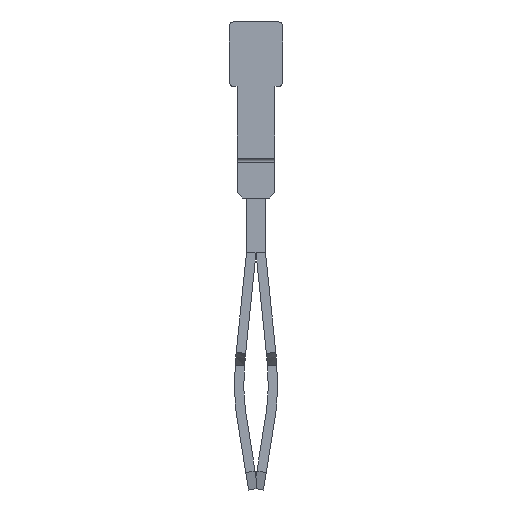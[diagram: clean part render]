
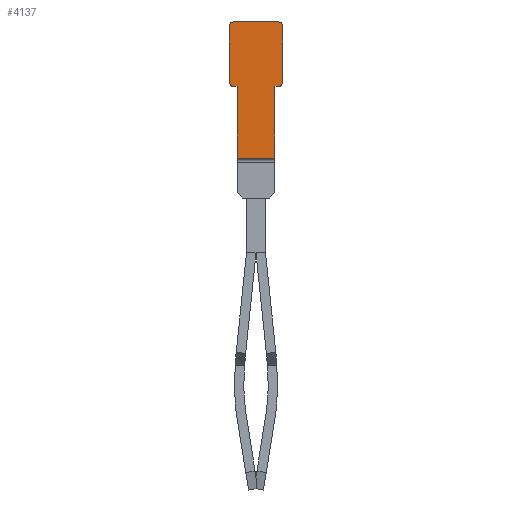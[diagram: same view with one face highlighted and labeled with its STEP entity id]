
A CAD part, left-side view. The second image highlights one B-rep face of the part: STEP entity #4137.
In plain terms, the highlighted planar face has unit normal (-1, 0, 0).
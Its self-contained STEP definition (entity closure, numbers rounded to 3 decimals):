
#2308=AXIS2_PLACEMENT_3D('Circle Axis2P3D',#2306,#2307,$) ;
#2397=AXIS2_PLACEMENT_3D('Circle Axis2P3D',#2395,#2396,$) ;
#2465=AXIS2_PLACEMENT_3D('Circle Axis2P3D',#2463,#2464,$) ;
#2527=AXIS2_PLACEMENT_3D('Circle Axis2P3D',#2525,#2526,$) ;
#4102=AXIS2_PLACEMENT_3D('Plane Axis2P3D',#4099,#4100,#4101) ;
#2287=CARTESIAN_POINT('Vertex',(0.,0.2,21.322)) ;
#2303=CARTESIAN_POINT('Vertex',(0.,0.,21.522)) ;
#2306=CARTESIAN_POINT('Axis2P3D Location',(0.,0.2,21.522)) ;
#2327=CARTESIAN_POINT('Vertex',(0.,0.,24.522)) ;
#2330=CARTESIAN_POINT('Line Origine',(0.,0.,23.022)) ;
#2392=CARTESIAN_POINT('Vertex',(0.,0.2,24.722)) ;
#2395=CARTESIAN_POINT('Axis2P3D Location',(0.,0.2,24.522)) ;
#2423=CARTESIAN_POINT('Vertex',(0.,2.6,24.722)) ;
#2426=CARTESIAN_POINT('Line Origine',(0.,1.4,24.722)) ;
#2460=CARTESIAN_POINT('Vertex',(0.,2.8,24.522)) ;
#2463=CARTESIAN_POINT('Axis2P3D Location',(0.,2.6,24.522)) ;
#2480=CARTESIAN_POINT('Line Origine',(0.,2.8,23.022)) ;
#2484=CARTESIAN_POINT('Vertex',(0.,2.8,21.522)) ;
#2522=CARTESIAN_POINT('Vertex',(0.,2.6,21.322)) ;
#2525=CARTESIAN_POINT('Axis2P3D Location',(0.,2.6,21.522)) ;
#2553=CARTESIAN_POINT('Vertex',(0.,2.4,21.322)) ;
#2556=CARTESIAN_POINT('Line Origine',(0.,2.5,21.322)) ;
#4084=CARTESIAN_POINT('Vertex',(0.,0.4,21.322)) ;
#4087=CARTESIAN_POINT('Line Origine',(0.,0.3,21.322)) ;
#4099=CARTESIAN_POINT('Axis2P3D Location',(0.,1.4,5.622)) ;
#4104=CARTESIAN_POINT('Line Origine',(0.,0.4,19.422)) ;
#4108=CARTESIAN_POINT('Vertex',(0.,0.4,17.522)) ;
#4111=CARTESIAN_POINT('Line Origine',(0.,2.4,19.422)) ;
#4115=CARTESIAN_POINT('Vertex',(0.,2.4,17.522)) ;
#4118=CARTESIAN_POINT('Line Origine',(0.,1.4,17.522)) ;
#2307=DIRECTION('Axis2P3D Direction',(-1.,0.,0.)) ;
#2331=DIRECTION('Vector Direction',(0.,0.,-1.)) ;
#2396=DIRECTION('Axis2P3D Direction',(-1.,0.,0.)) ;
#2427=DIRECTION('Vector Direction',(0.,-1.,0.)) ;
#2464=DIRECTION('Axis2P3D Direction',(-1.,0.,0.)) ;
#2481=DIRECTION('Vector Direction',(0.,0.,1.)) ;
#2526=DIRECTION('Axis2P3D Direction',(-1.,0.,0.)) ;
#2557=DIRECTION('Vector Direction',(0.,1.,0.)) ;
#4088=DIRECTION('Vector Direction',(0.,1.,0.)) ;
#4100=DIRECTION('Axis2P3D Direction',(-1.,0.,0.)) ;
#4101=DIRECTION('Axis2P3D XDirection',(0.,-1.,0.)) ;
#4105=DIRECTION('Vector Direction',(0.,0.,-1.)) ;
#4112=DIRECTION('Vector Direction',(0.,0.,1.)) ;
#4119=DIRECTION('Vector Direction',(0.,-1.,0.)) ;
#2332=VECTOR('Line Direction',#2331,1.) ;
#2428=VECTOR('Line Direction',#2427,1.) ;
#2482=VECTOR('Line Direction',#2481,1.) ;
#2558=VECTOR('Line Direction',#2557,1.) ;
#4089=VECTOR('Line Direction',#4088,1.) ;
#4106=VECTOR('Line Direction',#4105,1.) ;
#4113=VECTOR('Line Direction',#4112,1.) ;
#4120=VECTOR('Line Direction',#4119,1.) ;
#4124=ORIENTED_EDGE('',*,*,#4110,.T.) ;
#4125=ORIENTED_EDGE('',*,*,#4091,.T.) ;
#4126=ORIENTED_EDGE('',*,*,#2310,.T.) ;
#4127=ORIENTED_EDGE('',*,*,#2334,.T.) ;
#4128=ORIENTED_EDGE('',*,*,#2399,.T.) ;
#4129=ORIENTED_EDGE('',*,*,#2430,.T.) ;
#4130=ORIENTED_EDGE('',*,*,#2467,.T.) ;
#4131=ORIENTED_EDGE('',*,*,#2486,.T.) ;
#4132=ORIENTED_EDGE('',*,*,#2529,.T.) ;
#4133=ORIENTED_EDGE('',*,*,#2560,.T.) ;
#4134=ORIENTED_EDGE('',*,*,#4117,.T.) ;
#4135=ORIENTED_EDGE('',*,*,#4122,.F.) ;
#4137=ADVANCED_FACE('58451_ZQV_2-5N_KU',(#4136),#4103,.T.) ;
#2309=CIRCLE('generated circle',#2308,0.2) ;
#2398=CIRCLE('generated circle',#2397,0.2) ;
#2466=CIRCLE('generated circle',#2465,0.2) ;
#2528=CIRCLE('generated circle',#2527,0.2) ;
#2310=EDGE_CURVE('',#2288,#2304,#2309,.T.) ;
#2334=EDGE_CURVE('',#2304,#2328,#2333,.F.) ;
#2399=EDGE_CURVE('',#2328,#2393,#2398,.T.) ;
#2430=EDGE_CURVE('',#2393,#2424,#2429,.F.) ;
#2467=EDGE_CURVE('',#2424,#2461,#2466,.T.) ;
#2486=EDGE_CURVE('',#2461,#2485,#2483,.F.) ;
#2529=EDGE_CURVE('',#2485,#2523,#2528,.T.) ;
#2560=EDGE_CURVE('',#2523,#2554,#2559,.F.) ;
#4091=EDGE_CURVE('',#4085,#2288,#4090,.F.) ;
#4110=EDGE_CURVE('',#4109,#4085,#4107,.F.) ;
#4117=EDGE_CURVE('',#2554,#4116,#4114,.F.) ;
#4122=EDGE_CURVE('',#4109,#4116,#4121,.F.) ;
#4123=EDGE_LOOP('',(#4124,#4125,#4126,#4127,#4128,#4129,#4130,#4131,#4132,#4133,#4134,#4135)) ;
#4136=FACE_OUTER_BOUND('',#4123,.T.) ;
#2333=LINE('Line',#2330,#2332) ;
#2429=LINE('Line',#2426,#2428) ;
#2483=LINE('Line',#2480,#2482) ;
#2559=LINE('Line',#2556,#2558) ;
#4090=LINE('Line',#4087,#4089) ;
#4107=LINE('Line',#4104,#4106) ;
#4114=LINE('Line',#4111,#4113) ;
#4121=LINE('Line',#4118,#4120) ;
#4103=PLANE('',#4102) ;
#2288=VERTEX_POINT('',#2287) ;
#2304=VERTEX_POINT('',#2303) ;
#2328=VERTEX_POINT('',#2327) ;
#2393=VERTEX_POINT('',#2392) ;
#2424=VERTEX_POINT('',#2423) ;
#2461=VERTEX_POINT('',#2460) ;
#2485=VERTEX_POINT('',#2484) ;
#2523=VERTEX_POINT('',#2522) ;
#2554=VERTEX_POINT('',#2553) ;
#4085=VERTEX_POINT('',#4084) ;
#4109=VERTEX_POINT('',#4108) ;
#4116=VERTEX_POINT('',#4115) ;
